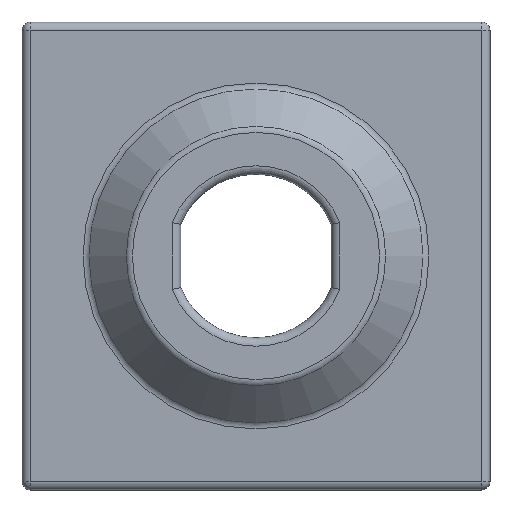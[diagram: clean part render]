
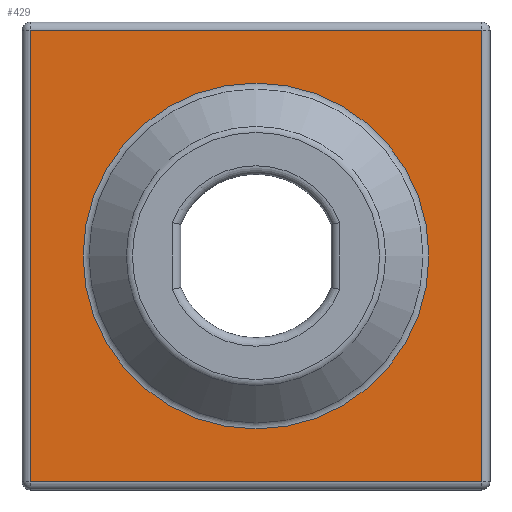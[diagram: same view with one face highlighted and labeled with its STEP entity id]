
A CAD part, front view. The second image highlights one B-rep face of the part: STEP entity #429.
In plain terms, the highlighted planar face has unit normal (0, -1, 0).
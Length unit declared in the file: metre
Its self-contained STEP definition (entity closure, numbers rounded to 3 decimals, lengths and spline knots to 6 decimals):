
#33=CIRCLE('',#481,0.020414);
#107=ORIENTED_EDGE('',*,*,#215,.T.);
#108=ORIENTED_EDGE('',*,*,#216,.T.);
#109=ORIENTED_EDGE('',*,*,#217,.T.);
#110=ORIENTED_EDGE('',*,*,#218,.T.);
#111=ORIENTED_EDGE('',*,*,#219,.T.);
#215=EDGE_CURVE('',#267,#268,#303,.F.);
#216=EDGE_CURVE('',#268,#269,#304,.T.);
#217=EDGE_CURVE('',#269,#270,#305,.T.);
#218=EDGE_CURVE('',#270,#267,#306,.F.);
#219=EDGE_CURVE('',#271,#271,#33,.T.);
#267=VERTEX_POINT('',#731);
#268=VERTEX_POINT('',#732);
#269=VERTEX_POINT('',#734);
#270=VERTEX_POINT('',#736);
#271=VERTEX_POINT('',#739);
#303=LINE('',#730,#333);
#304=LINE('',#733,#334);
#305=LINE('',#735,#335);
#306=LINE('',#737,#336);
#333=VECTOR('',#581,1.);
#334=VECTOR('',#582,1.);
#335=VECTOR('',#583,1.);
#336=VECTOR('',#584,1.);
#349=EDGE_LOOP('',(#107,#108,#109,#110));
#350=EDGE_LOOP('',(#111));
#385=FACE_BOUND('',#349,.T.);
#386=FACE_BOUND('',#350,.T.);
#418=PLANE('',#480);
#429=ADVANCED_FACE('',(#385,#386),#418,.F.);
#480=AXIS2_PLACEMENT_3D('',#729,#579,#580);
#481=AXIS2_PLACEMENT_3D('',#738,#585,#586);
#579=DIRECTION('',(0.,1.,0.));
#580=DIRECTION('',(1.,0.,0.));
#581=DIRECTION('',(0.,0.,1.));
#582=DIRECTION('',(1.,0.,0.));
#583=DIRECTION('',(0.,0.,1.));
#584=DIRECTION('',(1.,0.,0.));
#585=DIRECTION('',(0.,1.,0.));
#586=DIRECTION('',(1.,0.,0.));
#729=CARTESIAN_POINT('',(0.,0.,0.));
#730=CARTESIAN_POINT('',(-0.026625,0.,0.));
#731=CARTESIAN_POINT('',(-0.026625,0.,0.026625));
#732=CARTESIAN_POINT('',(-0.026625,0.,-0.026625));
#733=CARTESIAN_POINT('',(0.027625,0.,-0.026625));
#734=CARTESIAN_POINT('',(0.026625,0.,-0.026625));
#735=CARTESIAN_POINT('',(0.026625,0.,0.027625));
#736=CARTESIAN_POINT('',(0.026625,0.,0.026625));
#737=CARTESIAN_POINT('',(0.,0.,0.026625));
#738=CARTESIAN_POINT('',(0.,0.,0.));
#739=CARTESIAN_POINT('',(0.020414,0.,0.));
